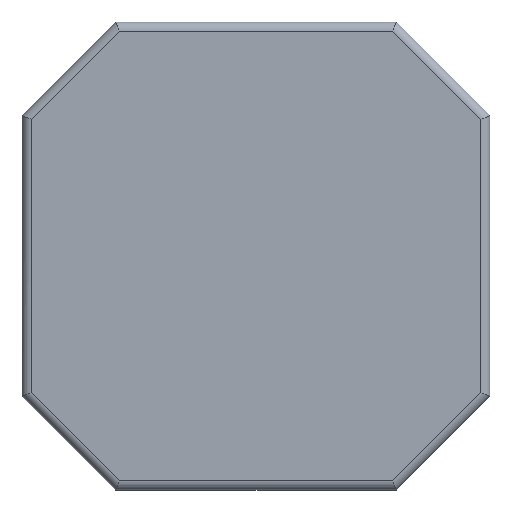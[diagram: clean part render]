
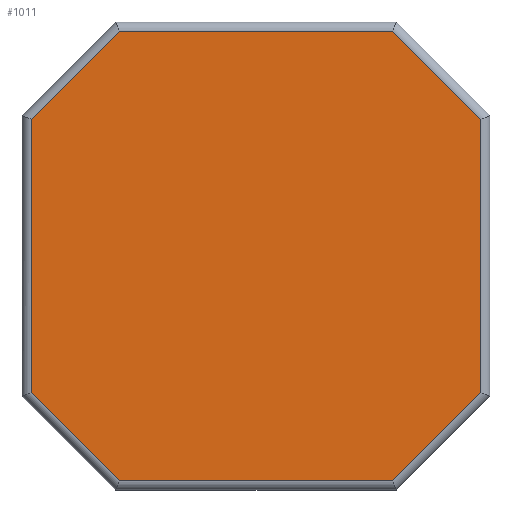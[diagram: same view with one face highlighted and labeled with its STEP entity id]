
A CAD part, front view. The second image highlights one B-rep face of the part: STEP entity #1011.
In plain terms, the highlighted planar face has unit normal (0, -1, 0).
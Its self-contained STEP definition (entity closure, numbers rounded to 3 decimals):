
#59=PLANE('',#1099);
#101=FACE_OUTER_BOUND('',#164,.T.);
#164=EDGE_LOOP('',(#730,#731,#732,#733,#734,#735,#736,#737));
#237=LINE('',#1485,#340);
#239=LINE('',#1493,#342);
#241=LINE('',#1500,#344);
#243=LINE('',#1508,#346);
#246=LINE('',#1516,#349);
#248=LINE('',#1522,#351);
#249=LINE('',#1525,#352);
#252=LINE('',#1529,#355);
#340=VECTOR('',#1182,10.);
#342=VECTOR('',#1190,10.);
#344=VECTOR('',#1196,10.);
#346=VECTOR('',#1204,10.);
#349=VECTOR('',#1211,10.);
#351=VECTOR('',#1217,10.);
#352=VECTOR('',#1222,10.);
#355=VECTOR('',#1227,10.);
#443=VERTEX_POINT('',#1483);
#444=VERTEX_POINT('',#1484);
#447=VERTEX_POINT('',#1492);
#449=VERTEX_POINT('',#1498);
#450=VERTEX_POINT('',#1499);
#453=VERTEX_POINT('',#1507);
#456=VERTEX_POINT('',#1515);
#458=VERTEX_POINT('',#1521);
#537=EDGE_CURVE('',#443,#444,#237,.T.);
#541=EDGE_CURVE('',#444,#447,#239,.T.);
#544=EDGE_CURVE('',#449,#450,#241,.T.);
#548=EDGE_CURVE('',#450,#453,#243,.T.);
#552=EDGE_CURVE('',#453,#456,#246,.T.);
#555=EDGE_CURVE('',#456,#458,#248,.T.);
#557=EDGE_CURVE('',#447,#449,#249,.T.);
#560=EDGE_CURVE('',#458,#443,#252,.T.);
#730=ORIENTED_EDGE('',*,*,#544,.F.);
#731=ORIENTED_EDGE('',*,*,#557,.F.);
#732=ORIENTED_EDGE('',*,*,#541,.F.);
#733=ORIENTED_EDGE('',*,*,#537,.F.);
#734=ORIENTED_EDGE('',*,*,#560,.F.);
#735=ORIENTED_EDGE('',*,*,#555,.F.);
#736=ORIENTED_EDGE('',*,*,#552,.F.);
#737=ORIENTED_EDGE('',*,*,#548,.F.);
#1011=ADVANCED_FACE('',(#101),#59,.F.);
#1099=AXIS2_PLACEMENT_3D('',#1548,#1245,#1246);
#1182=DIRECTION('',(-1.,0.,0.));
#1190=DIRECTION('',(-0.707,0.,0.707));
#1196=DIRECTION('',(0.707,0.,0.707));
#1204=DIRECTION('',(1.,0.,0.));
#1211=DIRECTION('',(0.707,0.,-0.707));
#1217=DIRECTION('',(0.,0.,-1.));
#1222=DIRECTION('',(0.,0.,1.));
#1227=DIRECTION('',(-0.707,0.,-0.707));
#1245=DIRECTION('center_axis',(0.,1.,0.));
#1246=DIRECTION('ref_axis',(1.,0.,0.));
#1483=CARTESIAN_POINT('',(15.309,0.,-23.129));
#1484=CARTESIAN_POINT('',(-13.863,0.,-23.129));
#1485=CARTESIAN_POINT('',(8.223,0.,-23.129));
#1492=CARTESIAN_POINT('',(-23.277,0.,-13.715));
#1493=CARTESIAN_POINT('',(-16.07,0.,-20.922));
#1498=CARTESIAN_POINT('',(-23.277,0.,15.457));
#1499=CARTESIAN_POINT('',(-13.863,0.,24.871));
#1500=CARTESIAN_POINT('',(-21.07,0.,17.664));
#1507=CARTESIAN_POINT('',(15.309,0.,24.871));
#1508=CARTESIAN_POINT('',(-6.777,0.,24.871));
#1515=CARTESIAN_POINT('',(24.723,0.,15.457));
#1516=CARTESIAN_POINT('',(17.516,0.,22.664));
#1521=CARTESIAN_POINT('',(24.723,0.,-13.715));
#1522=CARTESIAN_POINT('',(24.723,0.,8.371));
#1525=CARTESIAN_POINT('',(-23.277,0.,-6.629));
#1529=CARTESIAN_POINT('',(22.516,0.,-15.922));
#1548=CARTESIAN_POINT('Origin',(0.723,0.,0.871));
